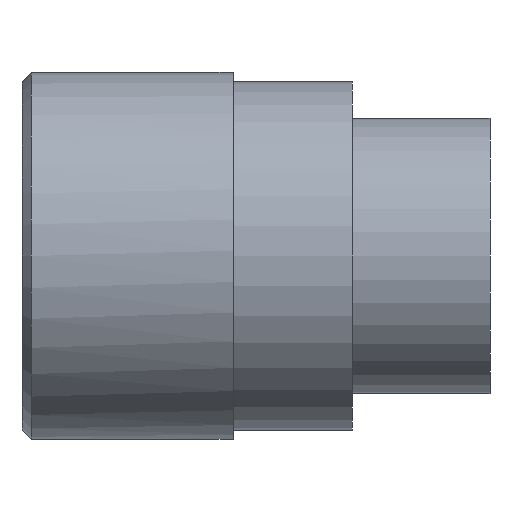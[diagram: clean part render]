
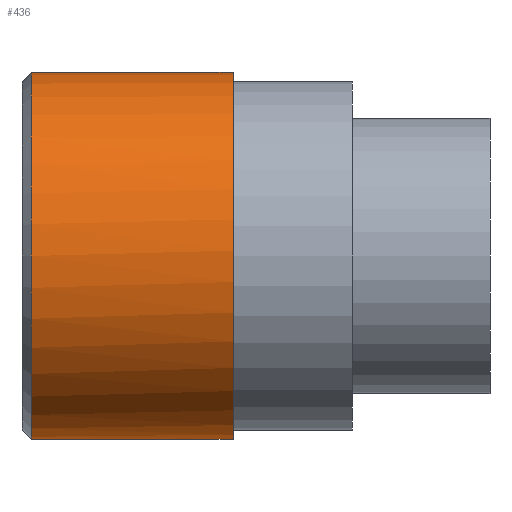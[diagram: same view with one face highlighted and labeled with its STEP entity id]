
A CAD part, left-side view. The second image highlights one B-rep face of the part: STEP entity #436.
In plain terms, the highlighted cylindrical face has radius 20 mm (diameter 40 mm), a full revolution.
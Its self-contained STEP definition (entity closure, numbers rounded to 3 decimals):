
#38=ELLIPSE('',#1660,28.284,20.);
#39=ELLIPSE('',#1661,28.284,20.);
#46=LINE('',#2269,#222);
#47=LINE('',#2273,#223);
#222=VECTOR('',#1819,1.);
#223=VECTOR('',#1822,1.);
#394=CYLINDRICAL_SURFACE('',#1664,20.);
#419=FACE_BOUND('',#689,.T.);
#420=FACE_BOUND('',#690,.T.);
#436=ADVANCED_FACE('',(#419,#420),#394,.T.);
#689=EDGE_LOOP('',(#802,#803,#804,#805,#806,#807));
#690=EDGE_LOOP('',(#808));
#802=ORIENTED_EDGE('',*,*,#1394,.T.);
#803=ORIENTED_EDGE('',*,*,#1386,.T.);
#804=ORIENTED_EDGE('',*,*,#1395,.T.);
#805=ORIENTED_EDGE('',*,*,#1396,.F.);
#806=ORIENTED_EDGE('',*,*,#1397,.T.);
#807=ORIENTED_EDGE('',*,*,#1398,.T.);
#808=ORIENTED_EDGE('',*,*,#1399,.F.);
#1236=VERTEX_POINT('',#2249);
#1237=VERTEX_POINT('',#2250);
#1244=VERTEX_POINT('',#2266);
#1245=VERTEX_POINT('',#2268);
#1246=VERTEX_POINT('',#2270);
#1247=VERTEX_POINT('',#2272);
#1248=VERTEX_POINT('',#2275);
#1386=EDGE_CURVE('',#1236,#1237,#1609,.T.);
#1394=EDGE_CURVE('',#1244,#1236,#38,.T.);
#1395=EDGE_CURVE('',#1237,#1245,#39,.T.);
#1396=EDGE_CURVE('',#1246,#1245,#46,.T.);
#1397=EDGE_CURVE('',#1246,#1247,#1611,.T.);
#1398=EDGE_CURVE('',#1247,#1244,#47,.T.);
#1399=EDGE_CURVE('',#1248,#1248,#1612,.T.);
#1609=CIRCLE('',#1657,20.);
#1611=CIRCLE('',#1662,20.);
#1612=CIRCLE('',#1663,20.);
#1657=AXIS2_PLACEMENT_3D('',#2248,#1803,#1804);
#1660=AXIS2_PLACEMENT_3D('',#2265,#1815,#1816);
#1661=AXIS2_PLACEMENT_3D('',#2267,#1817,#1818);
#1662=AXIS2_PLACEMENT_3D('',#2271,#1820,#1821);
#1663=AXIS2_PLACEMENT_3D('',#2274,#1823,#1824);
#1664=AXIS2_PLACEMENT_3D('',#2276,#1825,#1826);
#1803=DIRECTION('',(0.,1.,0.));
#1804=DIRECTION('',(0.,0.,1.));
#1815=DIRECTION('',(0.021,-0.707,-0.707));
#1816=DIRECTION('',(-0.021,-0.707,0.707));
#1817=DIRECTION('',(0.021,-0.707,0.707));
#1818=DIRECTION('',(-0.021,-0.707,-0.707));
#1819=DIRECTION('',(0.,-1.,0.));
#1820=DIRECTION('',(0.,1.,0.));
#1821=DIRECTION('',(0.,0.,1.));
#1822=DIRECTION('',(0.,-1.,0.));
#1823=DIRECTION('',(0.,1.,0.));
#1824=DIRECTION('',(0.,0.,1.));
#1825=DIRECTION('',(0.,1.,0.));
#1826=DIRECTION('',(0.,0.,1.));
#2248=CARTESIAN_POINT('',(170.,139.5,0.));
#2249=CARTESIAN_POINT('',(184.322,139.5,-13.96));
#2250=CARTESIAN_POINT('',(184.322,139.5,13.96));
#2265=CARTESIAN_POINT('',(170.,125.118,0.));
#2266=CARTESIAN_POINT('',(183.237,140.5,-14.993));
#2267=CARTESIAN_POINT('',(170.,125.118,0.));
#2268=CARTESIAN_POINT('',(183.237,140.5,14.993));
#2269=CARTESIAN_POINT('',(183.237,90.,14.993));
#2270=CARTESIAN_POINT('',(183.237,157.5,14.993));
#2271=CARTESIAN_POINT('',(170.,157.5,0.));
#2272=CARTESIAN_POINT('',(183.237,157.5,-14.993));
#2273=CARTESIAN_POINT('',(183.237,90.,-14.993));
#2274=CARTESIAN_POINT('',(170.,161.5,0.));
#2275=CARTESIAN_POINT('',(170.,161.5,20.));
#2276=CARTESIAN_POINT('',(170.,174.5,0.));
